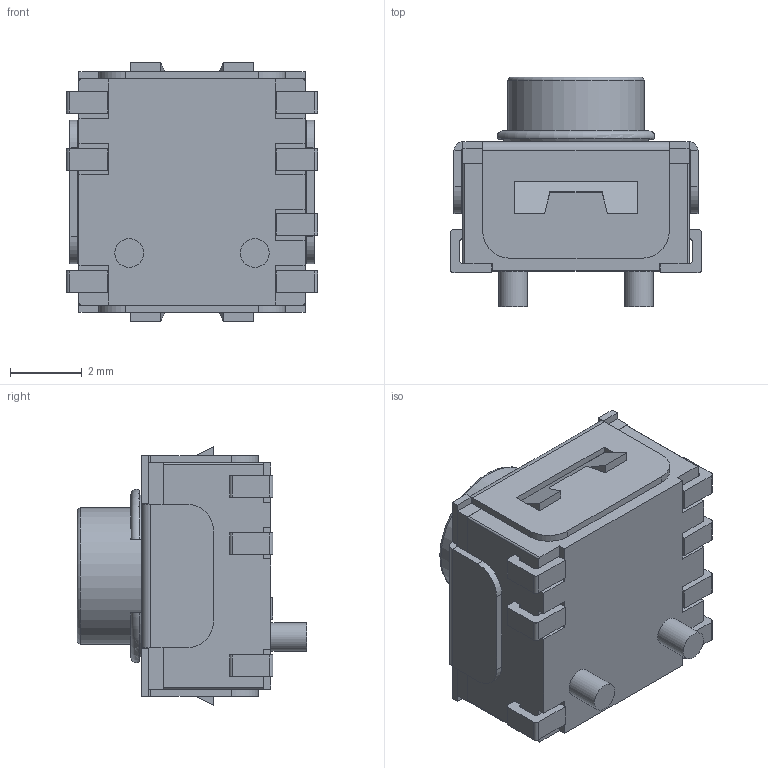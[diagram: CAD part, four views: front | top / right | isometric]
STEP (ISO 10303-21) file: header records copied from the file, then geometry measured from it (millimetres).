
FILE_DESCRIPTION(/* description */ ('CW SERIES, SMD J LEAD, 1.8mm ACTUATOR, F160, RGB LED, SILVER CONTACT PLATING'),/* implementation_level */ '2;1');
FILE_NAME(/* name */ 'CWJ1.8F160RGBQ.stp',/* time_stamp */ '2022-03-08T11:13:56-06:00',/* author */ ('cnher'),/* organization */ (''),/* preprocessor_version */ 'ST-DEVELOPER v18.1',/* originating_system */ 'Autodesk Inventor 2021',/* authorisation */ '');
FILE_SCHEMA (('AUTOMOTIVE_DESIGN { 1 0 10303 214 3 1 1 }'));
Length unit declared in the file: millimetre
Products named in the file (6): CWJ1.8F160RGBQ; Housing; Actuator - 1.8; Cover - Dip; Terminal_J_03-2; Terminal_J_03
Assembly tree (7 placements, depth 2):
  CWJ1.8F160RGBQ
    Housing
    Actuator - 1.8
    Cover - Dip
    Terminal_J_03-2
    Terminal_J_03  x3
Bounding box: 7 x 6.4 x 7.2 mm (x, y, z)
Volume: 145.8 mm3; surface area: 591.4 mm2
Topology: 7 solids, 7 shells, 279 faces, 735 edges, 478 vertices
Faces by surface type: plane 216, cylinder 52, torus 7, cone 4
Full cylindrical faces by diameter (mm): 0.8 x2, 3.8 x1, 4 x1
Entity records: 7636 total; most frequent: CARTESIAN_POINT 1473, ORIENTED_EDGE 1230, DIRECTION 1180, EDGE_CURVE 615, LINE 506, VECTOR 506, VERTEX_POINT 398, AXIS2_PLACEMENT_3D 337
